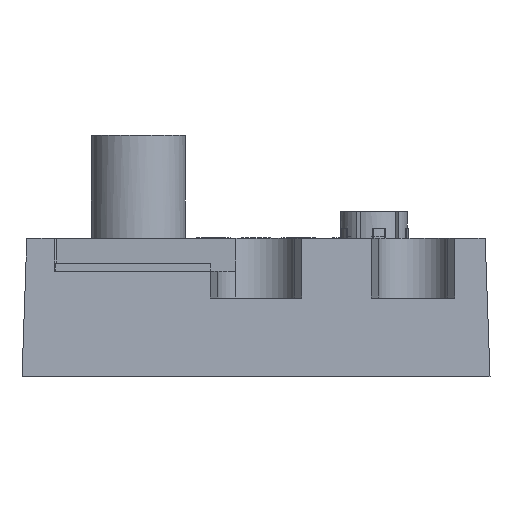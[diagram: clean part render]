
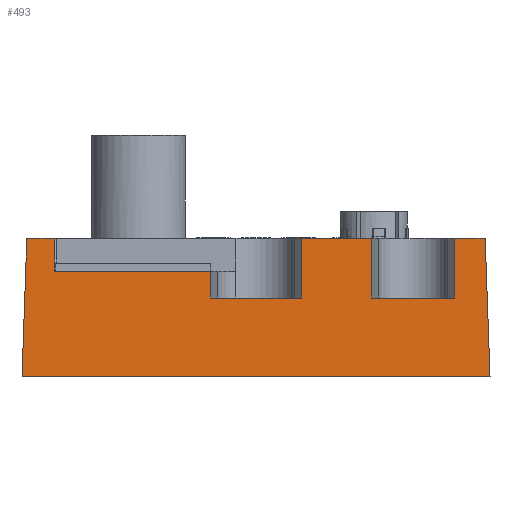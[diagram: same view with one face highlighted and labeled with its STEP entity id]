
A CAD part, front view. The second image highlights one B-rep face of the part: STEP entity #493.
In plain terms, the highlighted planar face has unit normal (0, -0.999, 0.035).
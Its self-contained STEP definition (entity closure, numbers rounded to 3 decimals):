
#392=AXIS2_PLACEMENT_3D('Plane Axis2P3D',#389,#390,#391) ;
#123=CARTESIAN_POINT('Vertex',(23.995,0.468,13.4)) ;
#151=CARTESIAN_POINT('Vertex',(4.093,0.468,13.4)) ;
#154=CARTESIAN_POINT('Line Origine',(14.044,0.468,13.4)) ;
#261=CARTESIAN_POINT('Vertex',(23.974,0.349,10.)) ;
#269=CARTESIAN_POINT('Line Origine',(23.985,0.409,11.7)) ;
#369=CARTESIAN_POINT('Line Origine',(4.093,0.541,15.5)) ;
#373=CARTESIAN_POINT('Vertex',(4.093,0.615,17.6)) ;
#389=CARTESIAN_POINT('Axis2P3D Location',(27.583,0.,0.)) ;
#394=CARTESIAN_POINT('Line Origine',(0.566,0.566,16.211)) ;
#398=CARTESIAN_POINT('Vertex',(0.615,0.615,17.6)) ;
#400=CARTESIAN_POINT('Vertex',(0.518,0.518,14.822)) ;
#403=CARTESIAN_POINT('Line Origine',(0.259,0.259,7.411)) ;
#407=CARTESIAN_POINT('Vertex',(0.,0.,0.)) ;
#410=CARTESIAN_POINT('Line Origine',(29.793,0.,0.)) ;
#414=CARTESIAN_POINT('Vertex',(59.586,0.,0.)) ;
#417=CARTESIAN_POINT('Line Origine',(59.278,0.307,8.8)) ;
#421=CARTESIAN_POINT('Vertex',(58.971,0.615,17.6)) ;
#424=CARTESIAN_POINT('Line Origine',(57.014,0.615,17.6)) ;
#428=CARTESIAN_POINT('Vertex',(55.057,0.615,17.6)) ;
#431=CARTESIAN_POINT('Line Origine',(55.08,0.482,13.8)) ;
#435=CARTESIAN_POINT('Vertex',(55.104,0.349,10.)) ;
#438=CARTESIAN_POINT('Line Origine',(49.793,0.349,10.)) ;
#442=CARTESIAN_POINT('Vertex',(44.482,0.349,10.)) ;
#445=CARTESIAN_POINT('Line Origine',(44.505,0.482,13.8)) ;
#449=CARTESIAN_POINT('Vertex',(44.529,0.615,17.6)) ;
#452=CARTESIAN_POINT('Line Origine',(40.047,0.615,17.6)) ;
#456=CARTESIAN_POINT('Vertex',(35.565,0.615,17.6)) ;
#459=CARTESIAN_POINT('Line Origine',(35.588,0.482,13.8)) ;
#463=CARTESIAN_POINT('Vertex',(35.611,0.349,10.)) ;
#466=CARTESIAN_POINT('Line Origine',(29.793,0.349,10.)) ;
#471=CARTESIAN_POINT('Line Origine',(2.354,0.615,17.6)) ;
#155=DIRECTION('Vector Direction',(1.,0.,0.)) ;
#270=DIRECTION('Vector Direction',(0.006,0.035,0.999)) ;
#370=DIRECTION('Vector Direction',(0.,0.035,0.999)) ;
#390=DIRECTION('Axis2P3D Direction',(0.,0.999,-0.035)) ;
#391=DIRECTION('Axis2P3D XDirection',(1.,0.,0.)) ;
#395=DIRECTION('Vector Direction',(-0.035,-0.035,-0.999)) ;
#404=DIRECTION('Vector Direction',(0.035,0.035,0.999)) ;
#411=DIRECTION('Vector Direction',(1.,0.,0.)) ;
#418=DIRECTION('Vector Direction',(0.035,-0.035,-0.999)) ;
#425=DIRECTION('Vector Direction',(1.,0.,0.)) ;
#432=DIRECTION('Vector Direction',(-0.006,0.035,0.999)) ;
#439=DIRECTION('Vector Direction',(1.,0.,0.)) ;
#446=DIRECTION('Vector Direction',(0.006,0.035,0.999)) ;
#453=DIRECTION('Vector Direction',(1.,0.,0.)) ;
#460=DIRECTION('Vector Direction',(-0.006,0.035,0.999)) ;
#467=DIRECTION('Vector Direction',(1.,0.,0.)) ;
#472=DIRECTION('Vector Direction',(1.,0.,0.)) ;
#156=VECTOR('Line Direction',#155,1.) ;
#271=VECTOR('Line Direction',#270,1.) ;
#371=VECTOR('Line Direction',#370,1.) ;
#396=VECTOR('Line Direction',#395,1.) ;
#405=VECTOR('Line Direction',#404,1.) ;
#412=VECTOR('Line Direction',#411,1.) ;
#419=VECTOR('Line Direction',#418,1.) ;
#426=VECTOR('Line Direction',#425,1.) ;
#433=VECTOR('Line Direction',#432,1.) ;
#440=VECTOR('Line Direction',#439,1.) ;
#447=VECTOR('Line Direction',#446,1.) ;
#454=VECTOR('Line Direction',#453,1.) ;
#461=VECTOR('Line Direction',#460,1.) ;
#468=VECTOR('Line Direction',#467,1.) ;
#473=VECTOR('Line Direction',#472,1.) ;
#477=ORIENTED_EDGE('',*,*,#402,.T.) ;
#478=ORIENTED_EDGE('',*,*,#409,.F.) ;
#479=ORIENTED_EDGE('',*,*,#416,.F.) ;
#480=ORIENTED_EDGE('',*,*,#423,.F.) ;
#481=ORIENTED_EDGE('',*,*,#430,.F.) ;
#482=ORIENTED_EDGE('',*,*,#437,.F.) ;
#483=ORIENTED_EDGE('',*,*,#444,.F.) ;
#484=ORIENTED_EDGE('',*,*,#451,.F.) ;
#485=ORIENTED_EDGE('',*,*,#458,.F.) ;
#486=ORIENTED_EDGE('',*,*,#465,.F.) ;
#487=ORIENTED_EDGE('',*,*,#470,.F.) ;
#488=ORIENTED_EDGE('',*,*,#273,.F.) ;
#489=ORIENTED_EDGE('',*,*,#158,.F.) ;
#490=ORIENTED_EDGE('',*,*,#375,.F.) ;
#491=ORIENTED_EDGE('',*,*,#475,.F.) ;
#493=ADVANCED_FACE('UR67',(#492),#393,.F.) ;
#158=EDGE_CURVE('',#152,#124,#157,.T.) ;
#273=EDGE_CURVE('',#124,#262,#272,.F.) ;
#375=EDGE_CURVE('',#374,#152,#372,.F.) ;
#402=EDGE_CURVE('',#399,#401,#397,.T.) ;
#409=EDGE_CURVE('',#408,#401,#406,.T.) ;
#416=EDGE_CURVE('',#415,#408,#413,.F.) ;
#423=EDGE_CURVE('',#422,#415,#420,.T.) ;
#430=EDGE_CURVE('',#429,#422,#427,.T.) ;
#437=EDGE_CURVE('',#436,#429,#434,.T.) ;
#444=EDGE_CURVE('',#443,#436,#441,.T.) ;
#451=EDGE_CURVE('',#450,#443,#448,.F.) ;
#458=EDGE_CURVE('',#457,#450,#455,.T.) ;
#465=EDGE_CURVE('',#464,#457,#462,.T.) ;
#470=EDGE_CURVE('',#262,#464,#469,.T.) ;
#475=EDGE_CURVE('',#399,#374,#474,.T.) ;
#476=EDGE_LOOP('',(#477,#478,#479,#480,#481,#482,#483,#484,#485,#486,#487,#488,#489,#490,#491)) ;
#492=FACE_OUTER_BOUND('',#476,.T.) ;
#157=LINE('Line',#154,#156) ;
#272=LINE('Line',#269,#271) ;
#372=LINE('Line',#369,#371) ;
#397=LINE('Line',#394,#396) ;
#406=LINE('Line',#403,#405) ;
#413=LINE('Line',#410,#412) ;
#420=LINE('Line',#417,#419) ;
#427=LINE('Line',#424,#426) ;
#434=LINE('Line',#431,#433) ;
#441=LINE('Line',#438,#440) ;
#448=LINE('Line',#445,#447) ;
#455=LINE('Line',#452,#454) ;
#462=LINE('Line',#459,#461) ;
#469=LINE('Line',#466,#468) ;
#474=LINE('Line',#471,#473) ;
#393=PLANE('',#392) ;
#124=VERTEX_POINT('',#123) ;
#152=VERTEX_POINT('',#151) ;
#262=VERTEX_POINT('',#261) ;
#374=VERTEX_POINT('',#373) ;
#399=VERTEX_POINT('',#398) ;
#401=VERTEX_POINT('',#400) ;
#408=VERTEX_POINT('',#407) ;
#415=VERTEX_POINT('',#414) ;
#422=VERTEX_POINT('',#421) ;
#429=VERTEX_POINT('',#428) ;
#436=VERTEX_POINT('',#435) ;
#443=VERTEX_POINT('',#442) ;
#450=VERTEX_POINT('',#449) ;
#457=VERTEX_POINT('',#456) ;
#464=VERTEX_POINT('',#463) ;
